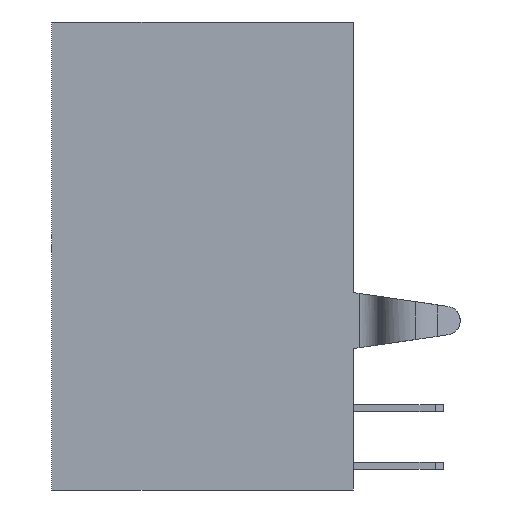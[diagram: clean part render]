
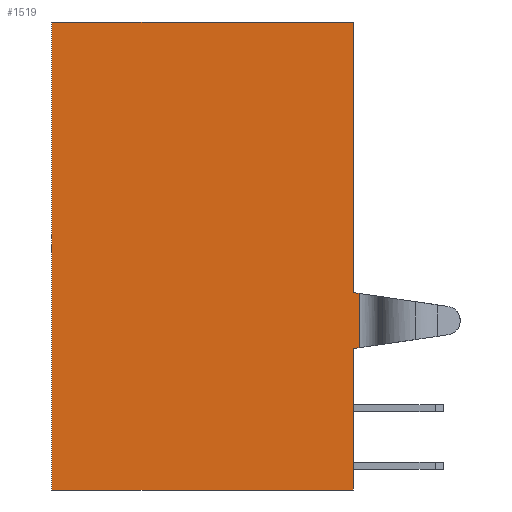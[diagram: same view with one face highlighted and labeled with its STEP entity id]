
A CAD part, left-side view. The second image highlights one B-rep face of the part: STEP entity #1519.
In plain terms, the highlighted planar face has unit normal (-1, 0, 0).
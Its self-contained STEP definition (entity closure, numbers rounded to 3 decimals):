
#1507 = ORIENTED_EDGE ( 'NONE', *, *, #2102, .F. ) ;
#1508 = ORIENTED_EDGE ( 'NONE', *, *, #1510, .F. ) ;
#1509 = VERTEX_POINT ( 'NONE', #3234 ) ;
#1510 = EDGE_CURVE ( 'NONE', #1509, #2100, #3233, .T. ) ;
#1511 = ORIENTED_EDGE ( 'NONE', *, *, #1522, .T. ) ;
#1519 = ADVANCED_FACE ( 'NONE', ( #3128 ), #3089, .F. ) ;
#1520 = EDGE_LOOP ( 'NONE', ( #1521, #1750, #1753, #1756, #1507, #1508, #1511, #1524 ) ) ;
#1521 = ORIENTED_EDGE ( 'NONE', *, *, #1555, .F. ) ;
#1522 = EDGE_CURVE ( 'NONE', #1509, #1523, #3084, .T. ) ;
#1523 = VERTEX_POINT ( 'NONE', #3080 ) ;
#1524 = ORIENTED_EDGE ( 'NONE', *, *, #1525, .T. ) ;
#1525 = EDGE_CURVE ( 'NONE', #1523, #1556, #3079, .T. ) ;
#1555 = EDGE_CURVE ( 'NONE', #2112, #1556, #3454, .T. ) ;
#1556 = VERTEX_POINT ( 'NONE', #3444 ) ;
#1750 = ORIENTED_EDGE ( 'NONE', *, *, #1751, .T. ) ;
#1751 = EDGE_CURVE ( 'NONE', #2112, #1752, #3850, .T. ) ;
#1752 = VERTEX_POINT ( 'NONE', #3846 ) ;
#1753 = ORIENTED_EDGE ( 'NONE', *, *, #1754, .F. ) ;
#1754 = EDGE_CURVE ( 'NONE', #1755, #1752, #3845, .T. ) ;
#1755 = VERTEX_POINT ( 'NONE', #3841 ) ;
#1756 = ORIENTED_EDGE ( 'NONE', *, *, #1757, .T. ) ;
#1757 = EDGE_CURVE ( 'NONE', #1755, #2103, #3840, .T. ) ;
#2100 = VERTEX_POINT ( 'NONE', #4797 ) ;
#2102 = EDGE_CURVE ( 'NONE', #2100, #2103, #4796, .T. ) ;
#2103 = VERTEX_POINT ( 'NONE', #4792 ) ;
#2112 = VERTEX_POINT ( 'NONE', #4931 ) ;
#3079 = LINE ( 'NONE', #3155, #3154 ) ;
#3080 = CARTESIAN_POINT ( 'NONE',  ( -6., 5.25, -8.15 ) ) ;
#3081 = DIRECTION ( 'NONE',  ( 0., 0., -1. ) ) ;
#3082 = VECTOR ( 'NONE', #3081, 1000. ) ;
#3083 = CARTESIAN_POINT ( 'NONE',  ( -6., 5.25, 8.15 ) ) ;
#3084 = LINE ( 'NONE', #3083, #3082 ) ;
#3085 = DIRECTION ( 'NONE',  ( 0., 1., 0. ) ) ;
#3086 = DIRECTION ( 'NONE',  ( 1., 0., 0. ) ) ;
#3087 = CARTESIAN_POINT ( 'NONE',  ( -6., 5.25, 8.15 ) ) ;
#3088 = AXIS2_PLACEMENT_3D ( 'NONE', #3087, #3086, #3085 ) ;
#3089 = PLANE ( 'NONE',  #3088 ) ;
#3128 = FACE_OUTER_BOUND ( 'NONE', #1520, .T. ) ;
#3153 = DIRECTION ( 'NONE',  ( 0., -1., 0. ) ) ;
#3154 = VECTOR ( 'NONE', #3153, 1000. ) ;
#3155 = CARTESIAN_POINT ( 'NONE',  ( -6., 5.25, -8.15 ) ) ;
#3230 = DIRECTION ( 'NONE',  ( 0., -1., 0. ) ) ;
#3231 = VECTOR ( 'NONE', #3230, 1000. ) ;
#3232 = CARTESIAN_POINT ( 'NONE',  ( -6., 5.25, 8.15 ) ) ;
#3233 = LINE ( 'NONE', #3232, #3231 ) ;
#3234 = CARTESIAN_POINT ( 'NONE',  ( -6., 5.25, 8.15 ) ) ;
#3444 = CARTESIAN_POINT ( 'NONE',  ( -6., -5.25, -8.15 ) ) ;
#3446 = DIRECTION ( 'NONE',  ( 0., 0., -1. ) ) ;
#3447 = VECTOR ( 'NONE', #3446, 1000. ) ;
#3448 = CARTESIAN_POINT ( 'NONE',  ( -6., -5.25, 8.15 ) ) ;
#3454 = LINE ( 'NONE', #3448, #3447 ) ;
#3837 = DIRECTION ( 'NONE',  ( 0., 0.99, 0.144 ) ) ;
#3838 = VECTOR ( 'NONE', #3837, 1000. ) ;
#3839 = CARTESIAN_POINT ( 'NONE',  ( -6., 6.377, 0.421 ) ) ;
#3840 = LINE ( 'NONE', #3839, #3838 ) ;
#3841 = CARTESIAN_POINT ( 'NONE',  ( -6., -5.45, -1.304 ) ) ;
#3842 = DIRECTION ( 'NONE',  ( 0., 0., -1. ) ) ;
#3843 = VECTOR ( 'NONE', #3842, 1000. ) ;
#3844 = CARTESIAN_POINT ( 'NONE',  ( -6., -5.45, -1.275 ) ) ;
#3845 = LINE ( 'NONE', #3844, #3843 ) ;
#3846 = CARTESIAN_POINT ( 'NONE',  ( -6., -5.45, -3.196 ) ) ;
#3847 = DIRECTION ( 'NONE',  ( 0., -0.99, 0.144 ) ) ;
#3848 = VECTOR ( 'NONE', #3847, 1000. ) ;
#3849 = CARTESIAN_POINT ( 'NONE',  ( -6., 3.407, -4.488 ) ) ;
#3850 = LINE ( 'NONE', #3849, #3848 ) ;
#4792 = CARTESIAN_POINT ( 'NONE',  ( -6., -5.25, -1.275 ) ) ;
#4793 = DIRECTION ( 'NONE',  ( 0., 0., -1. ) ) ;
#4794 = VECTOR ( 'NONE', #4793, 1000. ) ;
#4795 = CARTESIAN_POINT ( 'NONE',  ( -6., -5.25, 8.15 ) ) ;
#4796 = LINE ( 'NONE', #4795, #4794 ) ;
#4797 = CARTESIAN_POINT ( 'NONE',  ( -6., -5.25, 8.15 ) ) ;
#4931 = CARTESIAN_POINT ( 'NONE',  ( -6., -5.25, -3.225 ) ) ;
